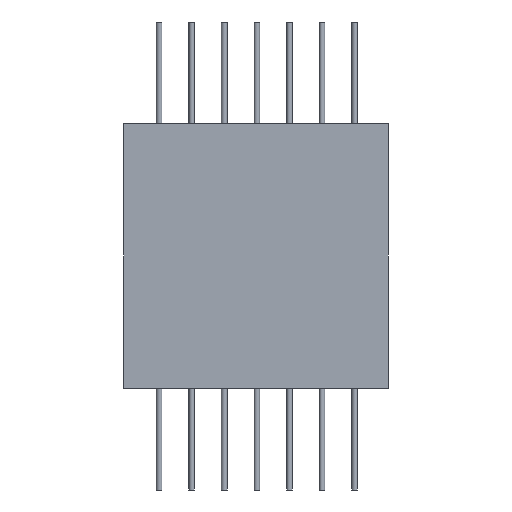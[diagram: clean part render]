
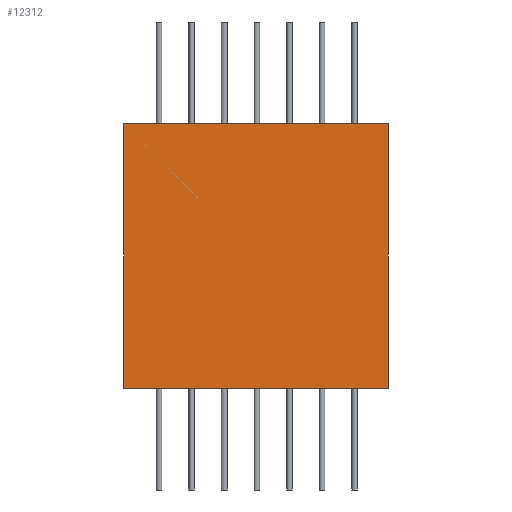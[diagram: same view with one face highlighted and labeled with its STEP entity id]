
A CAD part, front view. The second image highlights one B-rep face of the part: STEP entity #12312.
In plain terms, the highlighted planar face has unit normal (0, -1, 0).
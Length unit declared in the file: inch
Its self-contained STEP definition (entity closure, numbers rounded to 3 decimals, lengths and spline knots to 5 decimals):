
#65 = EDGE_CURVE ( 'NONE', #17000, #3869, #5339, .T. ) ;
#85 = VECTOR ( 'NONE', #1626, 39.37008 ) ;
#877 = ORIENTED_EDGE ( 'NONE', *, *, #65, .F. ) ;
#1626 = DIRECTION ( 'NONE',  ( 1., 0., 0. ) ) ;
#1883 = VECTOR ( 'NONE', #14008, 39.37008 ) ;
#2224 = VERTEX_POINT ( 'NONE', #3352 ) ;
#3352 = CARTESIAN_POINT ( 'NONE',  ( -0.4065, 0., 0.4065 ) ) ;
#3415 = AXIS2_PLACEMENT_3D ( 'NONE', #6316, #9358, #14875 ) ;
#3869 = VERTEX_POINT ( 'NONE', #16956 ) ;
#4046 = EDGE_LOOP ( 'NONE', ( #877, #6824, #10959, #13369 ) ) ;
#5052 = CARTESIAN_POINT ( 'NONE',  ( -0.4065, 0., 0.4065 ) ) ;
#5339 = LINE ( 'NONE', #8919, #7753 ) ;
#6316 = CARTESIAN_POINT ( 'NONE',  ( 0., 0., 0. ) ) ;
#6824 = ORIENTED_EDGE ( 'NONE', *, *, #10500, .F. ) ;
#7753 = VECTOR ( 'NONE', #13898, 39.37008 ) ;
#8713 = VECTOR ( 'NONE', #19023, 39.37008 ) ;
#8919 = CARTESIAN_POINT ( 'NONE',  ( 0.4065, 0., 0.4065 ) ) ;
#9040 = CARTESIAN_POINT ( 'NONE',  ( -0.4065, 0., -0.4065 ) ) ;
#9358 = DIRECTION ( 'NONE',  ( 0., -1., 0. ) ) ;
#10068 = CARTESIAN_POINT ( 'NONE',  ( -0.4065, 0., 0.4065 ) ) ;
#10500 = EDGE_CURVE ( 'NONE', #2224, #17000, #17273, .T. ) ;
#10650 = EDGE_CURVE ( 'NONE', #3869, #15942, #12541, .T. ) ;
#10959 = ORIENTED_EDGE ( 'NONE', *, *, #22055, .F. ) ;
#12152 = LINE ( 'NONE', #5052, #8713 ) ;
#12312 = ADVANCED_FACE ( 'NONE', ( #16341 ), #12858, .T. ) ;
#12541 = LINE ( 'NONE', #9040, #1883 ) ;
#12858 = PLANE ( 'NONE',  #3415 ) ;
#13369 = ORIENTED_EDGE ( 'NONE', *, *, #10650, .F. ) ;
#13898 = DIRECTION ( 'NONE',  ( 0., 0., -1. ) ) ;
#14008 = DIRECTION ( 'NONE',  ( -1., 0., 0. ) ) ;
#14635 = CARTESIAN_POINT ( 'NONE',  ( 0.4065, 0., 0.4065 ) ) ;
#14875 = DIRECTION ( 'NONE',  ( 0., 0., -1. ) ) ;
#15942 = VERTEX_POINT ( 'NONE', #17227 ) ;
#16341 = FACE_OUTER_BOUND ( 'NONE', #4046, .T. ) ;
#16956 = CARTESIAN_POINT ( 'NONE',  ( 0.4065, 0., -0.4065 ) ) ;
#17000 = VERTEX_POINT ( 'NONE', #14635 ) ;
#17227 = CARTESIAN_POINT ( 'NONE',  ( -0.4065, 0., -0.4065 ) ) ;
#17273 = LINE ( 'NONE', #10068, #85 ) ;
#19023 = DIRECTION ( 'NONE',  ( 0., 0., 1. ) ) ;
#22055 = EDGE_CURVE ( 'NONE', #15942, #2224, #12152, .T. ) ;
